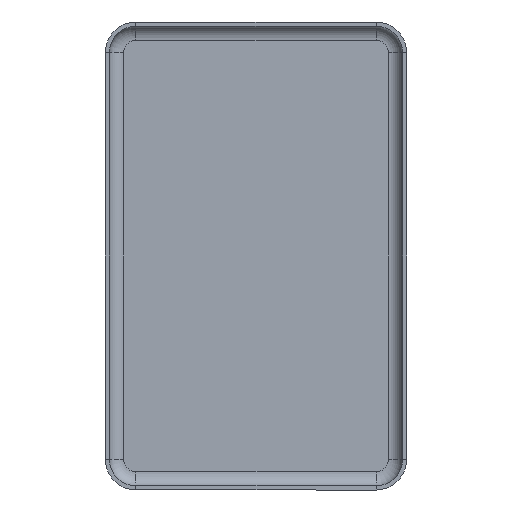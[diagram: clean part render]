
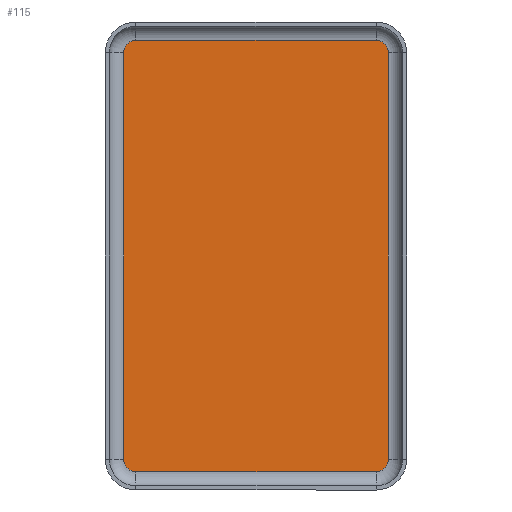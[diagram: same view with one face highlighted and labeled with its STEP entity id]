
A CAD part, front view. The second image highlights one B-rep face of the part: STEP entity #115.
In plain terms, the highlighted planar face has unit normal (0, -1, 0).
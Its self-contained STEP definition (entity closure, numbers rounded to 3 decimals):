
#27 = VECTOR ( 'NONE', #537, 1000. ) ;
#30 = VECTOR ( 'NONE', #1172, 1000. ) ;
#33 = AXIS2_PLACEMENT_3D ( 'NONE', #276, #630, #1165 ) ;
#43 = ORIENTED_EDGE ( 'NONE', *, *, #177, .F. ) ;
#87 = CARTESIAN_POINT ( 'NONE',  ( -6.5, -0.2, -10. ) ) ;
#113 = VERTEX_POINT ( 'NONE', #500 ) ;
#115 = ADVANCED_FACE ( 'NONE', ( #387 ), #308, .T. ) ;
#125 = VERTEX_POINT ( 'NONE', #1022 ) ;
#131 = CARTESIAN_POINT ( 'NONE',  ( -5.9, -0.2, 10.6 ) ) ;
#148 = EDGE_LOOP ( 'NONE', ( #43, #1002, #885, #623, #814, #971, #397, #1048 ) ) ;
#167 = CARTESIAN_POINT ( 'NONE',  ( 5.9, -0.2, -10.6 ) ) ;
#168 = VERTEX_POINT ( 'NONE', #131 ) ;
#177 = EDGE_CURVE ( 'NONE', #335, #125, #1173, .T. ) ;
#204 = AXIS2_PLACEMENT_3D ( 'NONE', #643, #1074, #467 ) ;
#210 = DIRECTION ( 'NONE',  ( 0., 0., 1. ) ) ;
#214 = DIRECTION ( 'NONE',  ( 0., 1., 0. ) ) ;
#228 = CIRCLE ( 'NONE', #535, 0.6 ) ;
#260 = LINE ( 'NONE', #375, #30 ) ;
#265 = CARTESIAN_POINT ( 'NONE',  ( 5.9, -0.2, -10.6 ) ) ;
#276 = CARTESIAN_POINT ( 'NONE',  ( -5.9, -0.2, -10. ) ) ;
#287 = AXIS2_PLACEMENT_3D ( 'NONE', #927, #949, #210 ) ;
#290 = DIRECTION ( 'NONE',  ( 0., 0., 1. ) ) ;
#294 = EDGE_CURVE ( 'NONE', #125, #574, #260, .T. ) ;
#302 = CARTESIAN_POINT ( 'NONE',  ( -6.5, -0.2, 10. ) ) ;
#308 = PLANE ( 'NONE',  #797 ) ;
#335 = VERTEX_POINT ( 'NONE', #740 ) ;
#359 = EDGE_CURVE ( 'NONE', #1175, #168, #1132, .T. ) ;
#368 = EDGE_CURVE ( 'NONE', #168, #335, #829, .T. ) ;
#375 = CARTESIAN_POINT ( 'NONE',  ( 6.5, -0.2, 10. ) ) ;
#387 = FACE_OUTER_BOUND ( 'NONE', #148, .T. ) ;
#397 = ORIENTED_EDGE ( 'NONE', *, *, #1141, .F. ) ;
#467 = DIRECTION ( 'NONE',  ( 0., 0., 1. ) ) ;
#484 = DIRECTION ( 'NONE',  ( 0., 0., -1. ) ) ;
#500 = CARTESIAN_POINT ( 'NONE',  ( -6.5, -0.2, -10. ) ) ;
#535 = AXIS2_PLACEMENT_3D ( 'NONE', #755, #214, #290 ) ;
#537 = DIRECTION ( 'NONE',  ( 1., 0., 0. ) ) ;
#558 = EDGE_CURVE ( 'NONE', #1076, #900, #969, .T. ) ;
#574 = VERTEX_POINT ( 'NONE', #1149 ) ;
#623 = ORIENTED_EDGE ( 'NONE', *, *, #1009, .F. ) ;
#630 = DIRECTION ( 'NONE',  ( 0., 1., 0. ) ) ;
#637 = DIRECTION ( 'NONE',  ( 0., 0., 1. ) ) ;
#643 = CARTESIAN_POINT ( 'NONE',  ( -5.9, -0.2, 10. ) ) ;
#681 = VECTOR ( 'NONE', #1040, 1000. ) ;
#692 = CARTESIAN_POINT ( 'NONE',  ( -5.9, -0.2, -10.6 ) ) ;
#693 = DIRECTION ( 'NONE',  ( 0., -1., 0. ) ) ;
#740 = CARTESIAN_POINT ( 'NONE',  ( 5.9, -0.2, 10.6 ) ) ;
#755 = CARTESIAN_POINT ( 'NONE',  ( 5.9, -0.2, -10. ) ) ;
#761 = CIRCLE ( 'NONE', #33, 0.6 ) ;
#797 = AXIS2_PLACEMENT_3D ( 'NONE', #1029, #693, #484 ) ;
#804 = LINE ( 'NONE', #87, #1016 ) ;
#814 = ORIENTED_EDGE ( 'NONE', *, *, #1024, .F. ) ;
#829 = LINE ( 'NONE', #1087, #27 ) ;
#885 = ORIENTED_EDGE ( 'NONE', *, *, #359, .F. ) ;
#900 = VERTEX_POINT ( 'NONE', #692 ) ;
#927 = CARTESIAN_POINT ( 'NONE',  ( 5.9, -0.2, 10. ) ) ;
#949 = DIRECTION ( 'NONE',  ( 0., 1., 0. ) ) ;
#969 = LINE ( 'NONE', #167, #681 ) ;
#971 = ORIENTED_EDGE ( 'NONE', *, *, #558, .F. ) ;
#1002 = ORIENTED_EDGE ( 'NONE', *, *, #368, .F. ) ;
#1009 = EDGE_CURVE ( 'NONE', #113, #1175, #804, .T. ) ;
#1016 = VECTOR ( 'NONE', #637, 1000. ) ;
#1022 = CARTESIAN_POINT ( 'NONE',  ( 6.5, -0.2, 10. ) ) ;
#1024 = EDGE_CURVE ( 'NONE', #900, #113, #761, .T. ) ;
#1029 = CARTESIAN_POINT ( 'NONE',  ( 5.9, -0.2, 10. ) ) ;
#1040 = DIRECTION ( 'NONE',  ( -1., 0., 0. ) ) ;
#1048 = ORIENTED_EDGE ( 'NONE', *, *, #294, .F. ) ;
#1074 = DIRECTION ( 'NONE',  ( 0., 1., 0. ) ) ;
#1076 = VERTEX_POINT ( 'NONE', #265 ) ;
#1087 = CARTESIAN_POINT ( 'NONE',  ( -5.9, -0.2, 10.6 ) ) ;
#1132 = CIRCLE ( 'NONE', #204, 0.6 ) ;
#1141 = EDGE_CURVE ( 'NONE', #574, #1076, #228, .T. ) ;
#1149 = CARTESIAN_POINT ( 'NONE',  ( 6.5, -0.2, -10. ) ) ;
#1165 = DIRECTION ( 'NONE',  ( 0., 0., 1. ) ) ;
#1172 = DIRECTION ( 'NONE',  ( 0., 0., -1. ) ) ;
#1173 = CIRCLE ( 'NONE', #287, 0.6 ) ;
#1175 = VERTEX_POINT ( 'NONE', #302 ) ;
